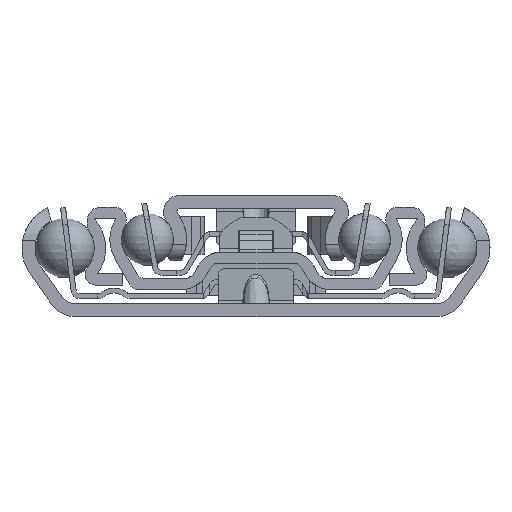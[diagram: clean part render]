
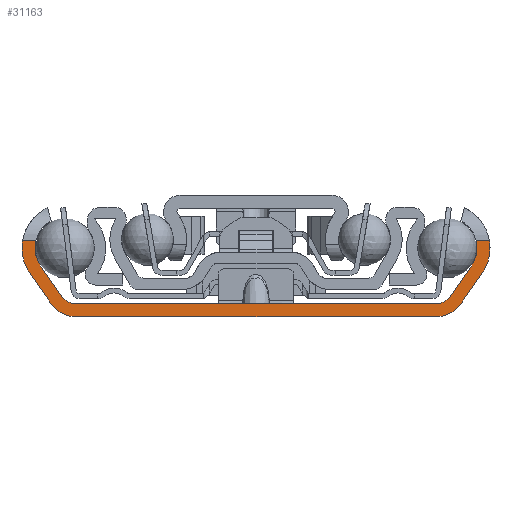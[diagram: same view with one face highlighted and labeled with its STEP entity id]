
A CAD part, left-side view. The second image highlights one B-rep face of the part: STEP entity #31163.
In plain terms, the highlighted planar face has unit normal (-1, 0, 0).
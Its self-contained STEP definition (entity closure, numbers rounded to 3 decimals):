
#596=PLANE('',#33263);
#1788=FACE_OUTER_BOUND('',#3408,.T.);
#3408=EDGE_LOOP('',(#21464,#21465,#21466,#21467,#21468,#21469,#21470,#21471,
#21472,#21473,#21474,#21475,#21476,#21477,#21478,#21479));
#5086=LINE('',#45869,#8111);
#5206=LINE('',#47083,#8231);
#5246=LINE('',#47228,#8271);
#5247=LINE('',#47243,#8272);
#5251=LINE('',#47254,#8276);
#5253=LINE('',#47261,#8278);
#5256=LINE('',#47270,#8281);
#5258=LINE('',#47277,#8283);
#8111=VECTOR('',#36247,10.);
#8231=VECTOR('',#36779,10.);
#8271=VECTOR('',#36889,10.);
#8272=VECTOR('',#36894,10.);
#8276=VECTOR('',#36910,10.);
#8278=VECTOR('',#36918,10.);
#8281=VECTOR('',#36931,10.);
#8283=VECTOR('',#36939,10.);
#11235=CIRCLE('',#33191,6.725);
#11244=CIRCLE('',#33202,4.75);
#11255=CIRCLE('',#33248,4.5);
#11256=CIRCLE('',#33251,4.75);
#11257=CIRCLE('',#33254,2.25);
#11258=CIRCLE('',#33256,2.25);
#11259=CIRCLE('',#33259,6.725);
#11260=CIRCLE('',#33262,4.5);
#12645=VERTEX_POINT('',#45867);
#12646=VERTEX_POINT('',#45868);
#12834=VERTEX_POINT('',#46991);
#12835=VERTEX_POINT('',#47004);
#12847=VERTEX_POINT('',#47034);
#12848=VERTEX_POINT('',#47045);
#12853=VERTEX_POINT('',#47081);
#12854=VERTEX_POINT('',#47082);
#12883=VERTEX_POINT('',#47214);
#12885=VERTEX_POINT('',#47231);
#12887=VERTEX_POINT('',#47250);
#12888=VERTEX_POINT('',#47256);
#12889=VERTEX_POINT('',#47260);
#12890=VERTEX_POINT('',#47266);
#12891=VERTEX_POINT('',#47272);
#12892=VERTEX_POINT('',#47276);
#15863=EDGE_CURVE('',#12645,#12646,#5086,.T.);
#16142=EDGE_CURVE('',#12834,#12835,#11235,.T.);
#16159=EDGE_CURVE('',#12847,#12848,#11244,.T.);
#16165=EDGE_CURVE('',#12853,#12854,#5206,.T.);
#16221=EDGE_CURVE('',#12883,#12847,#5246,.T.);
#16224=EDGE_CURVE('',#12885,#12834,#5247,.T.);
#16228=EDGE_CURVE('',#12887,#12853,#11255,.T.);
#16230=EDGE_CURVE('',#12835,#12887,#5251,.T.);
#16232=EDGE_CURVE('',#12888,#12885,#11256,.T.);
#16233=EDGE_CURVE('',#12889,#12888,#5253,.T.);
#16235=EDGE_CURVE('',#12646,#12889,#11257,.T.);
#16236=EDGE_CURVE('',#12890,#12645,#11258,.T.);
#16238=EDGE_CURVE('',#12848,#12890,#5256,.T.);
#16240=EDGE_CURVE('',#12891,#12883,#11259,.T.);
#16241=EDGE_CURVE('',#12892,#12891,#5258,.T.);
#16243=EDGE_CURVE('',#12854,#12892,#11260,.T.);
#21464=ORIENTED_EDGE('',*,*,#16224,.F.);
#21465=ORIENTED_EDGE('',*,*,#16232,.F.);
#21466=ORIENTED_EDGE('',*,*,#16233,.F.);
#21467=ORIENTED_EDGE('',*,*,#16235,.F.);
#21468=ORIENTED_EDGE('',*,*,#15863,.F.);
#21469=ORIENTED_EDGE('',*,*,#16236,.F.);
#21470=ORIENTED_EDGE('',*,*,#16238,.F.);
#21471=ORIENTED_EDGE('',*,*,#16159,.F.);
#21472=ORIENTED_EDGE('',*,*,#16221,.F.);
#21473=ORIENTED_EDGE('',*,*,#16240,.F.);
#21474=ORIENTED_EDGE('',*,*,#16241,.F.);
#21475=ORIENTED_EDGE('',*,*,#16243,.F.);
#21476=ORIENTED_EDGE('',*,*,#16165,.F.);
#21477=ORIENTED_EDGE('',*,*,#16228,.F.);
#21478=ORIENTED_EDGE('',*,*,#16230,.F.);
#21479=ORIENTED_EDGE('',*,*,#16142,.F.);
#31163=ADVANCED_FACE('',(#1788),#596,.F.);
#33191=AXIS2_PLACEMENT_3D('',#47005,#36739,#36740);
#33202=AXIS2_PLACEMENT_3D('',#47046,#36768,#36769);
#33248=AXIS2_PLACEMENT_3D('',#47251,#36905,#36906);
#33251=AXIS2_PLACEMENT_3D('',#47258,#36914,#36915);
#33254=AXIS2_PLACEMENT_3D('',#47264,#36922,#36923);
#33256=AXIS2_PLACEMENT_3D('',#47267,#36926,#36927);
#33259=AXIS2_PLACEMENT_3D('',#47274,#36935,#36936);
#33262=AXIS2_PLACEMENT_3D('',#47280,#36943,#36944);
#33263=AXIS2_PLACEMENT_3D('',#47281,#36945,#36946);
#36247=DIRECTION('',(0.,-1.,0.));
#36739=DIRECTION('center_axis',(1.,0.,0.));
#36740=DIRECTION('ref_axis',(0.,-0.421,0.907));
#36768=DIRECTION('center_axis',(-1.,0.,0.));
#36769=DIRECTION('ref_axis',(0.,-0.819,0.574));
#36779=DIRECTION('',(0.,1.,0.));
#36889=DIRECTION('',(0.,-1.,0.));
#36894=DIRECTION('',(0.,-1.,0.));
#36905=DIRECTION('center_axis',(1.,0.,0.));
#36906=DIRECTION('ref_axis',(0.,-0.819,-0.574));
#36910=DIRECTION('',(0.,0.574,-0.819));
#36914=DIRECTION('center_axis',(-1.,0.,0.));
#36915=DIRECTION('ref_axis',(0.,0.489,-0.872));
#36918=DIRECTION('',(0.,-0.574,0.819));
#36922=DIRECTION('center_axis',(-1.,0.,0.));
#36923=DIRECTION('ref_axis',(0.,0.819,0.574));
#36926=DIRECTION('center_axis',(-1.,0.,0.));
#36927=DIRECTION('ref_axis',(0.,0.,1.));
#36931=DIRECTION('',(0.,-0.574,-0.819));
#36935=DIRECTION('center_axis',(1.,0.,0.));
#36936=DIRECTION('ref_axis',(0.,0.819,-0.574));
#36939=DIRECTION('',(0.,0.574,0.819));
#36943=DIRECTION('center_axis',(1.,0.,0.));
#36944=DIRECTION('ref_axis',(0.,0.,-1.));
#36945=DIRECTION('center_axis',(1.,0.,0.));
#36946=DIRECTION('ref_axis',(0.,0.,-1.));
#45867=CARTESIAN_POINT('',(0.,27.471,2.));
#45868=CARTESIAN_POINT('',(0.,-27.471,2.));
#45869=CARTESIAN_POINT('',(0.,27.471,2.));
#46991=CARTESIAN_POINT('',(0.,-35.359,11.5));
#47004=CARTESIAN_POINT('',(0.,-34.234,6.543));
#47005=CARTESIAN_POINT('Origin',(0.,-28.725,10.4));
#47034=CARTESIAN_POINT('',(0.,33.346,11.5));
#47045=CARTESIAN_POINT('',(0.,32.616,7.676));
#47046=CARTESIAN_POINT('Origin',(0.,28.725,10.4));
#47081=CARTESIAN_POINT('',(0.,-27.31,0.));
#47082=CARTESIAN_POINT('',(0.,27.31,0.));
#47083=CARTESIAN_POINT('',(0.,0.,0.));
#47214=CARTESIAN_POINT('',(0.,35.359,11.5));
#47228=CARTESIAN_POINT('',(0.,0.,11.5));
#47231=CARTESIAN_POINT('',(0.,-33.346,11.5));
#47243=CARTESIAN_POINT('',(0.,0.,11.5));
#47250=CARTESIAN_POINT('',(0.,-30.996,1.919));
#47251=CARTESIAN_POINT('Origin',(0.,-27.31,4.5));
#47254=CARTESIAN_POINT('',(0.,-34.234,6.543));
#47256=CARTESIAN_POINT('',(0.,-32.616,7.676));
#47258=CARTESIAN_POINT('Origin',(0.,-28.725,10.4));
#47260=CARTESIAN_POINT('',(0.,-29.314,2.959));
#47261=CARTESIAN_POINT('',(0.,-29.314,2.959));
#47264=CARTESIAN_POINT('Origin',(0.,-27.471,4.25));
#47266=CARTESIAN_POINT('',(0.,29.314,2.959));
#47267=CARTESIAN_POINT('Origin',(0.,27.471,4.25));
#47270=CARTESIAN_POINT('',(0.,32.616,7.676));
#47272=CARTESIAN_POINT('',(0.,34.234,6.543));
#47274=CARTESIAN_POINT('Origin',(0.,28.725,10.4));
#47276=CARTESIAN_POINT('',(0.,30.996,1.919));
#47277=CARTESIAN_POINT('',(0.,30.996,1.919));
#47280=CARTESIAN_POINT('Origin',(0.,27.31,4.5));
#47281=CARTESIAN_POINT('Origin',(0.,0.,3.636));
